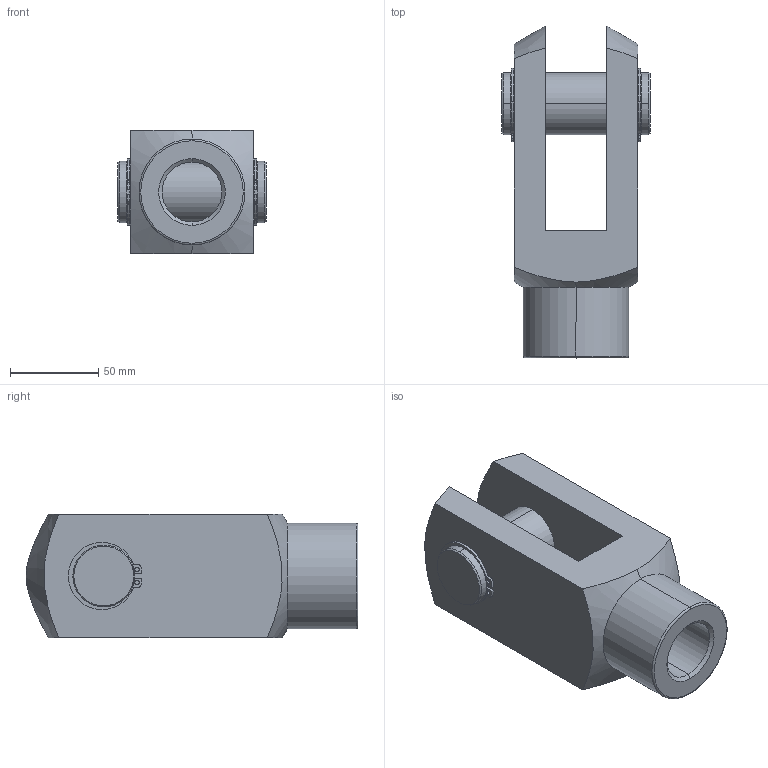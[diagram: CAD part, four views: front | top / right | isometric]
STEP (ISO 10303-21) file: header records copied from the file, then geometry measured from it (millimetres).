
FILE_DESCRIPTION (( 'STEP AP214' ), '1' );
FILE_NAME ('RD001398_CP.STEP', '2019-10-15T07:43:06', ( '' ), ( '' ), 'SwSTEP 2.0', 'SolidWorks 2019', '' );
FILE_SCHEMA (( 'AUTOMOTIVE_DESIGN' ));
Length unit declared in the file: millimetre
Products named in the file (1): RD001398_CP
Bounding box: 84 x 187.99 x 70 mm (x, y, z)
Volume: 507930.3 mm3; surface area: 72680.3 mm2
Topology: 1 solids, 1 shells, 82 faces, 214 edges, 138 vertices
Faces by surface type: cylinder 44, plane 26, cone 10, torus 2
Entity records: 3086 total; most frequent: DIRECTION 472, CARTESIAN_POINT 469, ORIENTED_EDGE 428, EDGE_CURVE 214, AXIS2_PLACEMENT_3D 189, VERTEX_POINT 138, CIRCLE 106, EDGE_LOOP 98
